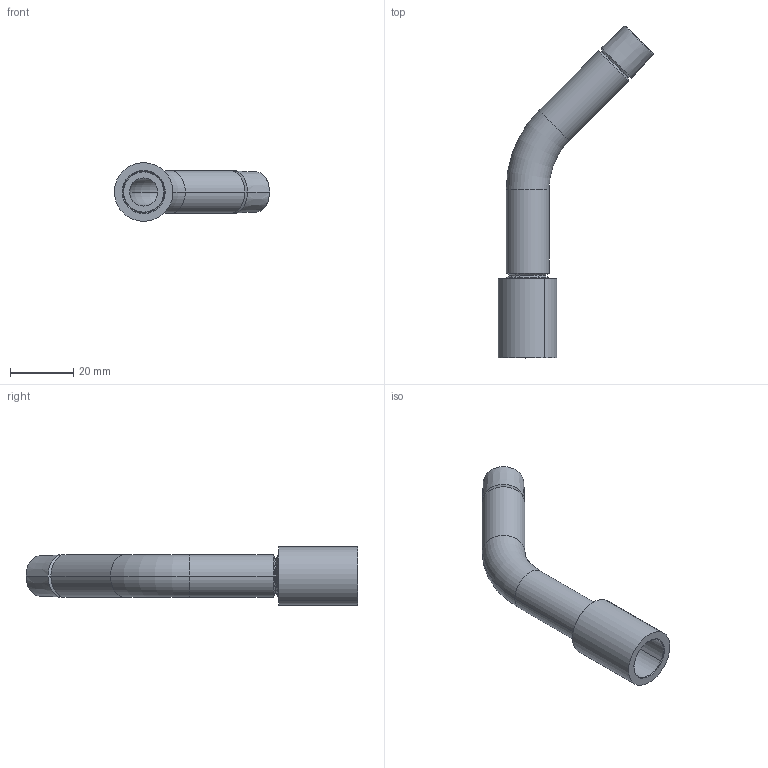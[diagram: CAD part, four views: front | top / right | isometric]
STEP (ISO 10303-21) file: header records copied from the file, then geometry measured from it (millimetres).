
FILE_DESCRIPTION (( 'STEP AP203' ), '1' );
FILE_NAME ('11-0225-02_outokumpu.step', '2015-08-12T07:59:24', ( '' ), ( '' ), 'SwSTEP 2.0', 'SolidWorks 2008', '' );
FILE_SCHEMA (( 'CONFIG_CONTROL_DESIGN' ));
Length unit declared in the file: millimetre
Products named in the file (3): 11-0225-02_outokumpu; nut-11-0225-02_outokumpu_nut-11-0225-02_outokumpu; bend-11-0225-22_outokumpu_bend-11-0225-22_outokumpu
Assembly tree (2 placements, depth 2):
  11-0225-02_outokumpu
    nut-11-0225-02_outokumpu_nut-11-0225-02_outokumpu
    bend-11-0225-22_outokumpu_bend-11-0225-22_outokumpu
Bounding box: 48.95 x 104.72 x 18.45 mm (x, y, z)
Volume: 11079.8 mm3; surface area: 9877 mm2
Topology: 2 solids, 2 shells, 48 faces, 100 edges, 56 vertices
Faces by surface type: cone 18, cylinder 14, torus 12, plane 4
Entity records: 1589 total; most frequent: DIRECTION 274, CARTESIAN_POINT 209, ORIENTED_EDGE 200, AXIS2_PLACEMENT_3D 121, EDGE_CURVE 100, CIRCLE 68, VERTEX_POINT 56, EDGE_LOOP 52
